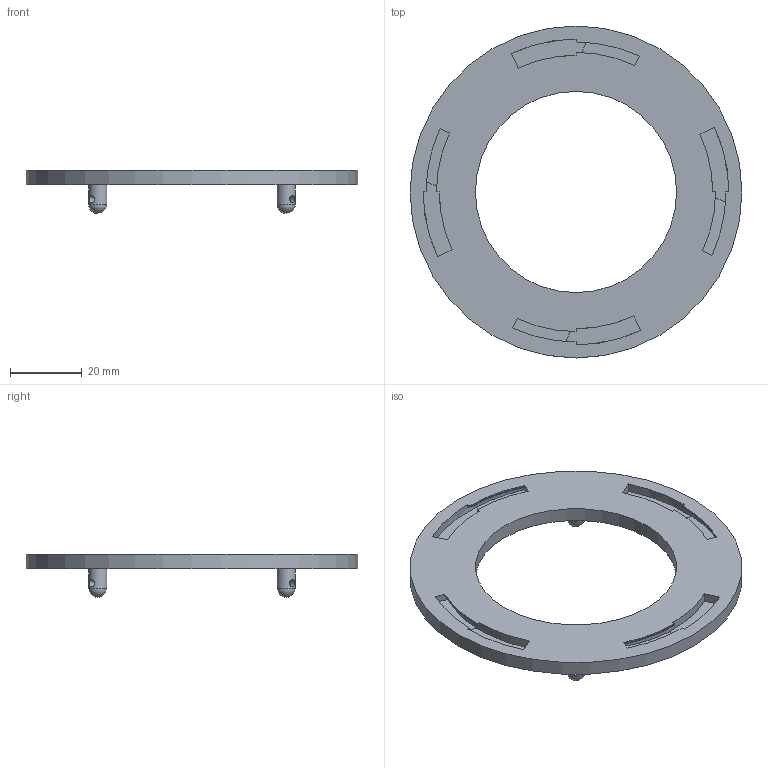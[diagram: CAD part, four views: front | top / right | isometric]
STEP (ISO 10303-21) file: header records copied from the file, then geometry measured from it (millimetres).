
FILE_DESCRIPTION(/* description */ (''),/* implementation_level */ '2;1');
FILE_NAME(/* name */ 'Speaker Lock Ring.step',/* time_stamp */ '2025-05-04T21:08:49-07:00',/* author */ (''),/* organization */ (''),/* preprocessor_version */ 'ST-DEVELOPER v20.1',/* originating_system */ 'Autodesk Translation Framework v14.4.0.0',/* authorisation */ '');
FILE_SCHEMA (('AUTOMOTIVE_DESIGN { 1 0 10303 214 3 1 1 }'));
Length unit declared in the file: millimetre
Products named in the file (1): Speaker Lock Ring
Bounding box: 92.4 x 92.4 x 12 mm (x, y, z)
Volume: 16051.1 mm3; surface area: 11802.3 mm2
Topology: 1 solids, 1 shells, 88 faces, 254 edges, 172 vertices
Faces by surface type: plane 34, cylinder 26, torus 16, cone 8, sphere 4
Full cylindrical faces by diameter (mm): 2 x4, 5 x4, 56 x1, 92.4 x1
Entity records: 3241 total; most frequent: CARTESIAN_POINT 785, DIRECTION 536, ORIENTED_EDGE 500, EDGE_CURVE 250, AXIS2_PLACEMENT_3D 213, VERTEX_POINT 172, CIRCLE 116, LINE 110
